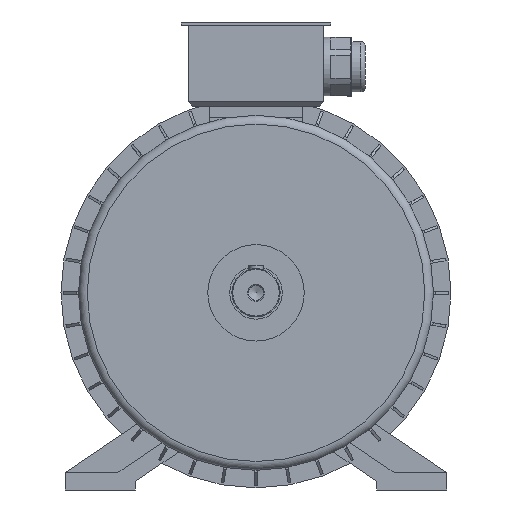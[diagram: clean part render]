
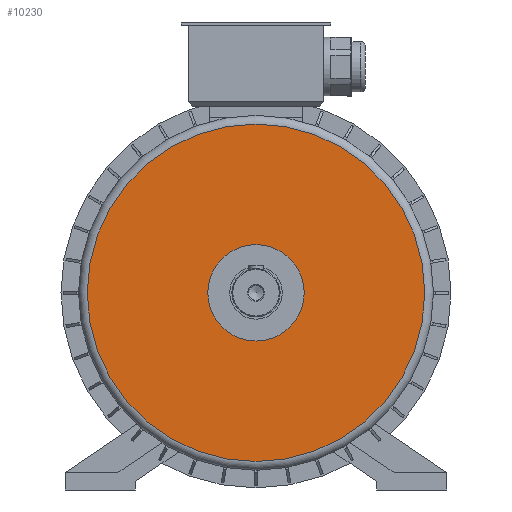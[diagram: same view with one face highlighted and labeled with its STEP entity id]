
A CAD part, front view. The second image highlights one B-rep face of the part: STEP entity #10230.
In plain terms, the highlighted planar face has unit normal (0, -1, 0).
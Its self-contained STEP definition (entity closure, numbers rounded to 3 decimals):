
#365=CIRCLE('',#10807,192.5);
#366=CIRCLE('',#10808,55.);
#1088=ORIENTED_EDGE('',*,*,#3223,.T.);
#1089=ORIENTED_EDGE('',*,*,#3224,.T.);
#3223=EDGE_CURVE('',#4266,#4266,#365,.F.);
#3224=EDGE_CURVE('',#4267,#4267,#366,.T.);
#4266=VERTEX_POINT('',#14419);
#4267=VERTEX_POINT('',#14421);
#6181=EDGE_LOOP('',(#1088));
#6182=EDGE_LOOP('',(#1089));
#6633=FACE_BOUND('',#6181,.T.);
#6634=FACE_BOUND('',#6182,.T.);
#7067=PLANE('',#10806);
#10230=ADVANCED_FACE('',(#6633,#6634),#7067,.F.);
#10806=AXIS2_PLACEMENT_3D('',#14417,#12082,#12083);
#10807=AXIS2_PLACEMENT_3D('',#14418,#12084,#12085);
#10808=AXIS2_PLACEMENT_3D('',#14420,#12086,#12087);
#12082=DIRECTION('',(0.,1.,0.));
#12083=DIRECTION('',(0.,0.,1.));
#12084=DIRECTION('',(0.,1.,0.));
#12085=DIRECTION('',(0.,0.,1.));
#12086=DIRECTION('',(0.,1.,0.));
#12087=DIRECTION('',(1.,0.,0.));
#14417=CARTESIAN_POINT('',(0.,-60.,0.));
#14418=CARTESIAN_POINT('',(0.,-60.,0.));
#14419=CARTESIAN_POINT('',(0.,-60.,192.5));
#14420=CARTESIAN_POINT('',(0.,-60.,0.));
#14421=CARTESIAN_POINT('',(55.,-60.,0.));
